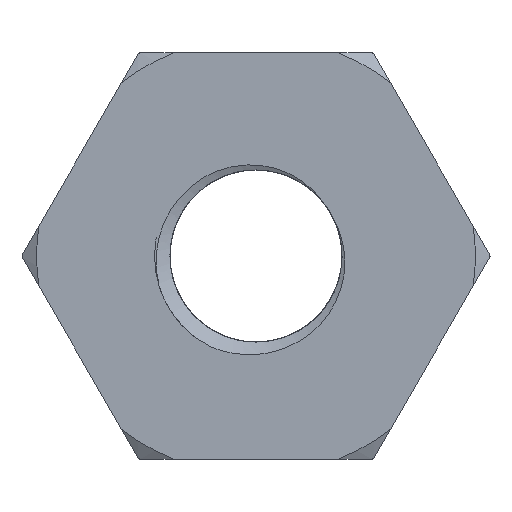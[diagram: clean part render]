
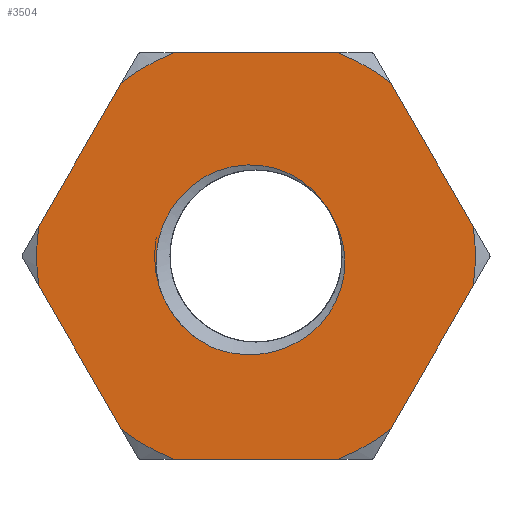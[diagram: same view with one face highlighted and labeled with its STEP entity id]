
A CAD part, left-side view. The second image highlights one B-rep face of the part: STEP entity #3504.
In plain terms, the highlighted planar face has unit normal (-1, 0, 0).
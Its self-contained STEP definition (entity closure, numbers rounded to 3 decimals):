
#121=DIRECTION('',(0.,-0.5,0.866));
#122=VECTOR('',#121,10.973);
#123=CARTESIAN_POINT('',(0.,14.391,1.974));
#124=LINE('',#123,#122);
#125=CARTESIAN_POINT('',(0.,0.,0.));
#126=DIRECTION('',(-1.,0.,0.));
#127=DIRECTION('',(0.,0.378,0.926));
#128=AXIS2_PLACEMENT_3D('',#125,#126,#127);
#130=DIRECTION('',(0.,-1.,0.));
#131=VECTOR('',#130,10.973);
#132=CARTESIAN_POINT('',(0.,5.487,13.45));
#133=LINE('',#132,#131);
#134=CARTESIAN_POINT('',(0.,0.,0.));
#135=DIRECTION('',(-1.,0.,0.));
#136=DIRECTION('',(0.,-0.613,0.79));
#137=AXIS2_PLACEMENT_3D('',#134,#135,#136);
#139=DIRECTION('',(0.,-0.5,-0.866));
#140=VECTOR('',#139,10.973);
#141=CARTESIAN_POINT('',(0.,-8.905,11.476));
#142=LINE('',#141,#140);
#143=DIRECTION('',(0.,0.5,-0.866));
#144=VECTOR('',#143,10.973);
#145=CARTESIAN_POINT('',(0.,-14.391,-1.974));
#146=LINE('',#145,#144);
#147=CARTESIAN_POINT('',(0.,0.,0.));
#148=DIRECTION('',(-1.,0.,0.));
#149=DIRECTION('',(0.,-0.378,-0.926));
#150=AXIS2_PLACEMENT_3D('',#147,#148,#149);
#152=DIRECTION('',(0.,1.,0.));
#153=VECTOR('',#152,10.973);
#154=CARTESIAN_POINT('',(0.,-5.487,-13.45));
#155=LINE('',#154,#153);
#156=CARTESIAN_POINT('',(0.,0.,0.));
#157=DIRECTION('',(-1.,0.,0.));
#158=DIRECTION('',(0.,0.613,-0.79));
#159=AXIS2_PLACEMENT_3D('',#156,#157,#158);
#161=DIRECTION('',(0.,0.5,0.866));
#162=VECTOR('',#161,10.973);
#163=CARTESIAN_POINT('',(0.,8.905,-11.476));
#164=LINE('',#163,#162);
#165=CARTESIAN_POINT('',(0.,0.,0.));
#166=DIRECTION('',(1.,0.,0.));
#167=DIRECTION('',(0.,-0.77,0.638));
#168=AXIS2_PLACEMENT_3D('',#165,#166,#167);
#170=CARTESIAN_POINT('',(0.,6.419,-1.998));
#171=CARTESIAN_POINT('',(0.,6.507,-1.65));
#172=CARTESIAN_POINT('',(0.,6.623,-0.951));
#173=CARTESIAN_POINT('',(0.,6.632,0.107));
#174=CARTESIAN_POINT('',(0.,6.471,1.153));
#175=CARTESIAN_POINT('',(0.,6.151,2.143));
#176=CARTESIAN_POINT('',(0.,5.675,3.074));
#177=CARTESIAN_POINT('',(0.,5.065,3.902));
#178=CARTESIAN_POINT('',(0.,4.332,4.621));
#179=CARTESIAN_POINT('',(0.,3.497,5.209));
#180=CARTESIAN_POINT('',(0.,2.59,5.648));
#181=CARTESIAN_POINT('',(0.,1.625,5.935));
#182=CARTESIAN_POINT('',(0.,0.639,6.059));
#183=CARTESIAN_POINT('',(0.,-0.349,6.022));
#184=CARTESIAN_POINT('',(0.,-1.312,5.825));
#185=CARTESIAN_POINT('',(0.,-2.22,5.477));
#186=CARTESIAN_POINT('',(0.,-3.054,4.988));
#187=CARTESIAN_POINT('',(0.,-3.791,4.372));
#188=CARTESIAN_POINT('',(0.,-4.201,3.896));
#189=CARTESIAN_POINT('',(0.,-4.387,3.639));
#191=CARTESIAN_POINT('',(0.,3.161,-5.939));
#192=CARTESIAN_POINT('',(0.,3.473,-5.773));
#193=CARTESIAN_POINT('',(0.,4.063,-5.396));
#194=CARTESIAN_POINT('',(0.,4.854,-4.695));
#195=CARTESIAN_POINT('',(0.,5.522,-3.885));
#196=CARTESIAN_POINT('',(0.,6.057,-2.981));
#197=CARTESIAN_POINT('',(0.,6.315,-2.335));
#198=CARTESIAN_POINT('',(0.,6.419,-1.998));
#200=CARTESIAN_POINT('',(0.,-5.198,2.338));
#201=CARTESIAN_POINT('',(0.,-5.351,2.055));
#202=CARTESIAN_POINT('',(0.,-5.606,1.47));
#203=CARTESIAN_POINT('',(0.,-5.843,0.521));
#204=CARTESIAN_POINT('',(0.,-5.917,-0.46));
#205=CARTESIAN_POINT('',(0.,-5.826,-1.45));
#206=CARTESIAN_POINT('',(0.,-5.569,-2.423));
#207=CARTESIAN_POINT('',(0.,-5.154,-3.339));
#208=CARTESIAN_POINT('',(0.,-4.591,-4.18));
#209=CARTESIAN_POINT('',(0.,-3.885,-4.932));
#210=CARTESIAN_POINT('',(0.,-3.041,-5.573));
#211=CARTESIAN_POINT('',(0.,-2.093,-6.066));
#212=CARTESIAN_POINT('',(0.,-1.133,-6.377));
#213=CARTESIAN_POINT('',(0.,-0.219,-6.529));
#214=CARTESIAN_POINT('',(0.,0.657,-6.553));
#215=CARTESIAN_POINT('',(0.,1.51,-6.465));
#216=CARTESIAN_POINT('',(0.,2.354,-6.266));
#217=CARTESIAN_POINT('',(0.,2.895,-6.061));
#218=CARTESIAN_POINT('',(0.,3.161,-5.939));
#234=CARTESIAN_POINT('',(0.,0.,0.));
#235=DIRECTION('',(-1.,0.,0.));
#236=DIRECTION('',(0.,0.991,0.136));
#237=AXIS2_PLACEMENT_3D('',#234,#235,#236);
#260=CARTESIAN_POINT('',(0.,0.,0.));
#261=DIRECTION('',(-1.,0.,0.));
#262=DIRECTION('',(0.,-0.991,-0.136));
#263=AXIS2_PLACEMENT_3D('',#260,#261,#262);
#3261=CARTESIAN_POINT('',(0.,8.905,-11.476));
#3262=CARTESIAN_POINT('',(0.,5.487,-13.45));
#3263=VERTEX_POINT('',#3261);
#3264=VERTEX_POINT('',#3262);
#3265=CARTESIAN_POINT('',(0.,-5.487,-13.45));
#3266=CARTESIAN_POINT('',(0.,-8.905,-11.476));
#3267=VERTEX_POINT('',#3265);
#3268=VERTEX_POINT('',#3266);
#3269=CARTESIAN_POINT('',(0.,-8.905,11.476));
#3270=CARTESIAN_POINT('',(0.,-5.487,13.45));
#3271=VERTEX_POINT('',#3269);
#3272=VERTEX_POINT('',#3270);
#3273=CARTESIAN_POINT('',(0.,5.487,13.45));
#3274=CARTESIAN_POINT('',(0.,8.905,11.476));
#3275=VERTEX_POINT('',#3273);
#3276=VERTEX_POINT('',#3274);
#3293=CARTESIAN_POINT('',(0.,14.391,-1.974));
#3294=VERTEX_POINT('',#3293);
#3295=CARTESIAN_POINT('',(0.,14.391,1.974));
#3296=VERTEX_POINT('',#3295);
#3297=CARTESIAN_POINT('',(0.,-14.391,1.974));
#3298=VERTEX_POINT('',#3297);
#3299=CARTESIAN_POINT('',(0.,-14.391,-1.974));
#3300=VERTEX_POINT('',#3299);
#3343=VERTEX_POINT('',#191);
#3344=VERTEX_POINT('',#198);
#3433=CARTESIAN_POINT('',(0.,-4.387,3.639));
#3434=CARTESIAN_POINT('',(0.,-5.198,2.338));
#3435=VERTEX_POINT('',#3433);
#3436=VERTEX_POINT('',#3434);
#3463=CARTESIAN_POINT('',(0.,0.,0.));
#3464=DIRECTION('',(1.,0.,0.));
#3465=DIRECTION('',(0.,0.,-1.));
#3466=AXIS2_PLACEMENT_3D('',#3463,#3464,#3465);
#3467=PLANE('',#3466);
#3469=ORIENTED_EDGE('',*,*,#3468,.F.);
#3471=ORIENTED_EDGE('',*,*,#3470,.T.);
#3473=ORIENTED_EDGE('',*,*,#3472,.F.);
#3475=ORIENTED_EDGE('',*,*,#3474,.T.);
#3477=ORIENTED_EDGE('',*,*,#3476,.F.);
#3479=ORIENTED_EDGE('',*,*,#3478,.T.);
#3481=ORIENTED_EDGE('',*,*,#3480,.F.);
#3483=ORIENTED_EDGE('',*,*,#3482,.T.);
#3485=ORIENTED_EDGE('',*,*,#3484,.F.);
#3487=ORIENTED_EDGE('',*,*,#3486,.T.);
#3489=ORIENTED_EDGE('',*,*,#3488,.F.);
#3491=ORIENTED_EDGE('',*,*,#3490,.T.);
#3492=EDGE_LOOP('',(#3469,#3471,#3473,#3475,#3477,#3479,#3481,#3483,#3485,#3487,
#3489,#3491));
#3493=FACE_OUTER_BOUND('',#3492,.F.);
#3495=ORIENTED_EDGE('',*,*,#3494,.F.);
#3497=ORIENTED_EDGE('',*,*,#3496,.F.);
#3499=ORIENTED_EDGE('',*,*,#3498,.F.);
#3501=ORIENTED_EDGE('',*,*,#3500,.F.);
#3502=EDGE_LOOP('',(#3495,#3497,#3499,#3501));
#3503=FACE_BOUND('',#3502,.F.);
#129=CIRCLE('',#128,14.526);
#138=CIRCLE('',#137,14.526);
#151=CIRCLE('',#150,14.526);
#160=CIRCLE('',#159,14.526);
#169=CIRCLE('',#168,5.7);
#190=B_SPLINE_CURVE_WITH_KNOTS('',3,(#170,#171,#172,#173,#174,#175,#176,#177,
#178,#179,#180,#181,#182,#183,#184,#185,#186,#187,#188,#189),.UNSPECIFIED.,.F.,
.F.,(4,1,1,1,1,1,1,1,1,1,1,1,1,1,1,1,1,4),(0.,0.059,
0.118,0.176,0.235,0.294,
0.353,0.412,0.471,0.529,
0.588,0.647,0.706,0.765,
0.824,0.882,0.941,1.),.UNSPECIFIED.);
#199=B_SPLINE_CURVE_WITH_KNOTS('',3,(#191,#192,#193,#194,#195,#196,#197,#198),
.UNSPECIFIED.,.F.,.F.,(4,1,1,1,1,4),(0.,0.2,0.4,0.6,0.8,1.),
.UNSPECIFIED.);
#219=B_SPLINE_CURVE_WITH_KNOTS('',3,(#200,#201,#202,#203,#204,#205,#206,#207,
#208,#209,#210,#211,#212,#213,#214,#215,#216,#217,#218),.UNSPECIFIED.,.F.,.F.,
(4,1,1,1,1,1,1,1,1,1,1,1,1,1,1,1,4),(0.,0.063,0.125,0.188,0.25,
0.313,0.375,0.438,0.5,0.563,0.625,0.688,0.75,0.813,
0.875,0.938,1.),.UNSPECIFIED.);
#238=CIRCLE('',#237,14.526);
#264=CIRCLE('',#263,14.526);
#3468=EDGE_CURVE('',#3296,#3294,#238,.T.);
#3470=EDGE_CURVE('',#3296,#3276,#124,.T.);
#3472=EDGE_CURVE('',#3275,#3276,#129,.T.);
#3474=EDGE_CURVE('',#3275,#3272,#133,.T.);
#3476=EDGE_CURVE('',#3271,#3272,#138,.T.);
#3478=EDGE_CURVE('',#3271,#3298,#142,.T.);
#3480=EDGE_CURVE('',#3300,#3298,#264,.T.);
#3482=EDGE_CURVE('',#3300,#3268,#146,.T.);
#3484=EDGE_CURVE('',#3267,#3268,#151,.T.);
#3486=EDGE_CURVE('',#3267,#3264,#155,.T.);
#3488=EDGE_CURVE('',#3263,#3264,#160,.T.);
#3490=EDGE_CURVE('',#3263,#3294,#164,.T.);
#3494=EDGE_CURVE('',#3435,#3436,#169,.T.);
#3496=EDGE_CURVE('',#3344,#3435,#190,.T.);
#3498=EDGE_CURVE('',#3343,#3344,#199,.T.);
#3500=EDGE_CURVE('',#3436,#3343,#219,.T.);
#3504=ADVANCED_FACE('',(#3493,#3503),#3467,.F.);
